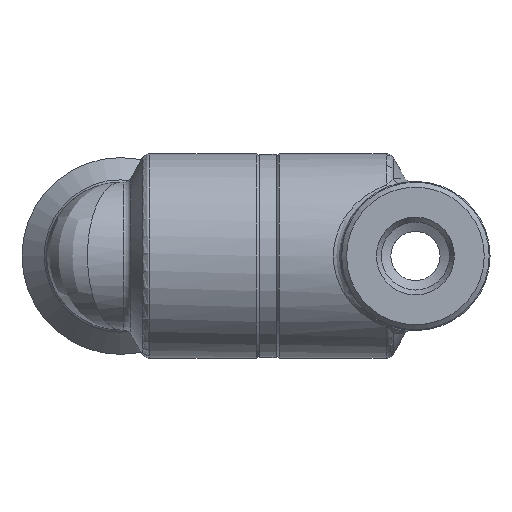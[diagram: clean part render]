
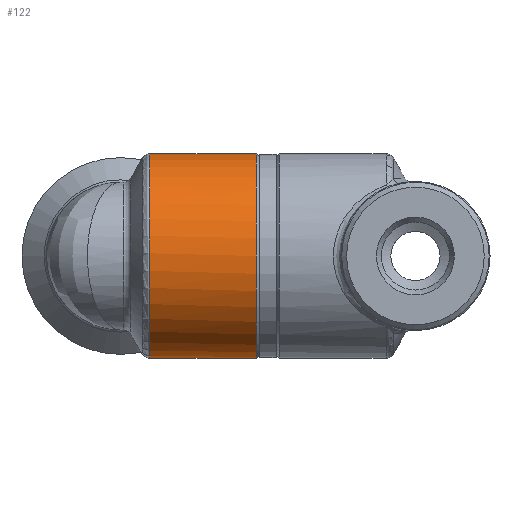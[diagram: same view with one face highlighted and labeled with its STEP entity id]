
A CAD part, left-side view. The second image highlights one B-rep face of the part: STEP entity #122.
In plain terms, the highlighted cylindrical face has radius 6.25 mm (diameter 12.5 mm), a full revolution.
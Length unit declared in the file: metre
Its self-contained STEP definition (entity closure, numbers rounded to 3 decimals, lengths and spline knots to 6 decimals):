
#122 = ADVANCED_FACE( 'NONE', ( #316, #317 ), #318, .T. );
#316 = FACE_OUTER_BOUND( '', #776, .T. );
#317 = FACE_OUTER_BOUND( '', #777, .T. );
#318 = CYLINDRICAL_SURFACE( '', #778, 0.00625 );
#776 = EDGE_LOOP( '', ( #1608, #1609 ) );
#777 = EDGE_LOOP( '', ( #1610 ) );
#778 = AXIS2_PLACEMENT_3D( '', #1611, #1612, #1613 );
#1608 = ORIENTED_EDGE( '', *, *, #2123, .T. );
#1609 = ORIENTED_EDGE( '', *, *, #2124, .T. );
#1610 = ORIENTED_EDGE( '', *, *, #2125, .T. );
#1611 = CARTESIAN_POINT( '', ( 0., 0.014805, 0. ) );
#1612 = DIRECTION( '', ( 0., -1., 0. ) );
#1613 = DIRECTION( '', ( 0., 0., 1. ) );
#2123 = EDGE_CURVE( 'NONE', #2351, #2352, #2353, .T. );
#2124 = EDGE_CURVE( 'NONE', #2352, #2351, #2354, .T. );
#2125 = EDGE_CURVE( 'NONE', #2355, #2355, #2356, .T. );
#2351 = VERTEX_POINT( 'NONE', #2784 );
#2352 = VERTEX_POINT( 'NONE', #2785 );
#2353 = B_SPLINE_CURVE_WITH_KNOTS( '', 3, ( #2786, #2787, #2788, #2789, #2790, #2791, #2792, #2793, #2794, #2795, #2796, #2797, #2798, #2799, #2800, #2801, #2802, #2803, #2804, #2805, #2806, #2807, #2808, #2809, #2810, #2811 ), .UNSPECIFIED., .F., .F., ( 4, 1, 1, 1, 1, 1, 1, 1, 1, 1, 1, 1, 1, 1, 1, 1, 1, 1, 1, 1, 1, 1, 1, 4 ), ( 0., 0.017272, 0.034699, 0.052306, 0.07012, 0.088167, 0.10647, 0.125053, 0.187955, 0.250282, 0.314078, 0.375481, 0.438651, 0.500477, 0.562257, 0.625405, 0.686414, 0.749793, 0.811935, 0.874659, 0.907069, 0.938674, 0.969604, 1. ), .UNSPECIFIED. );
#2354 = CIRCLE( '', #2812, 0.00625 );
#2355 = VERTEX_POINT( '', #2813 );
#2356 = CIRCLE( '', #2814, 0.00625 );
#2784 = CARTESIAN_POINT( '', ( 0.004514, 0.007211, -0.004323 ) );
#2785 = CARTESIAN_POINT( '', ( 0.004514, 0.007211, 0.004323 ) );
#2786 = CARTESIAN_POINT( '', ( 0.004514, 0.007211, -0.004323 ) );
#2787 = CARTESIAN_POINT( '', ( 0.004535, 0.007149, -0.004301 ) );
#2788 = CARTESIAN_POINT( '', ( 0.004579, 0.007025, -0.004255 ) );
#2789 = CARTESIAN_POINT( '', ( 0.004649, 0.006842, -0.004178 ) );
#2790 = CARTESIAN_POINT( '', ( 0.004723, 0.006661, -0.004094 ) );
#2791 = CARTESIAN_POINT( '', ( 0.004801, 0.006483, -0.004002 ) );
#2792 = CARTESIAN_POINT( '', ( 0.004882, 0.006307, -0.003903 ) );
#2793 = CARTESIAN_POINT( '', ( 0.004967, 0.006133, -0.003795 ) );
#2794 = CARTESIAN_POINT( '', ( 0.005122, 0.005827, -0.003587 ) );
#2795 = CARTESIAN_POINT( '', ( 0.005349, 0.005413, -0.00325 ) );
#2796 = CARTESIAN_POINT( '', ( 0.005635, 0.004937, -0.002727 ) );
#2797 = CARTESIAN_POINT( '', ( 0.005887, 0.00454, -0.002133 ) );
#2798 = CARTESIAN_POINT( '', ( 0.00609, 0.004235, -0.001465 ) );
#2799 = CARTESIAN_POINT( '', ( 0.00622, 0.004043, -0.000747 ) );
#2800 = CARTESIAN_POINT( '', ( 0.006265, 0.003978, 0.000006 ) );
#2801 = CARTESIAN_POINT( '', ( 0.006219, 0.004045, 0.000758 ) );
#2802 = CARTESIAN_POINT( '', ( 0.006088, 0.004239, 0.001474 ) );
#2803 = CARTESIAN_POINT( '', ( 0.005886, 0.004543, 0.002138 ) );
#2804 = CARTESIAN_POINT( '', ( 0.005634, 0.004938, 0.002728 ) );
#2805 = CARTESIAN_POINT( '', ( 0.005349, 0.005412, 0.003249 ) );
#2806 = CARTESIAN_POINT( '', ( 0.005101, 0.005865, 0.003618 ) );
#2807 = CARTESIAN_POINT( '', ( 0.004904, 0.006258, 0.003877 ) );
#2808 = CARTESIAN_POINT( '', ( 0.004762, 0.006567, 0.004049 ) );
#2809 = CARTESIAN_POINT( '', ( 0.00463, 0.006883, 0.0042 ) );
#2810 = CARTESIAN_POINT( '', ( 0.004552, 0.007103, 0.004282 ) );
#2811 = CARTESIAN_POINT( '', ( 0.004514, 0.007211, 0.004323 ) );
#2812 = AXIS2_PLACEMENT_3D( '', #3500, #3501, #3502 );
#2813 = CARTESIAN_POINT( '', ( 0., 0.0007, 0.00625 ) );
#2814 = AXIS2_PLACEMENT_3D( '', #3503, #3504, #3505 );
#3500 = CARTESIAN_POINT( '', ( 0., 0.007211, 0. ) );
#3501 = DIRECTION( '', ( 0., -1., 0. ) );
#3502 = DIRECTION( '', ( 0., 0., -1. ) );
#3503 = CARTESIAN_POINT( '', ( 0., 0.0007, 0. ) );
#3504 = DIRECTION( '', ( 0., 1., 0. ) );
#3505 = DIRECTION( '', ( 0., 0., 1. ) );
